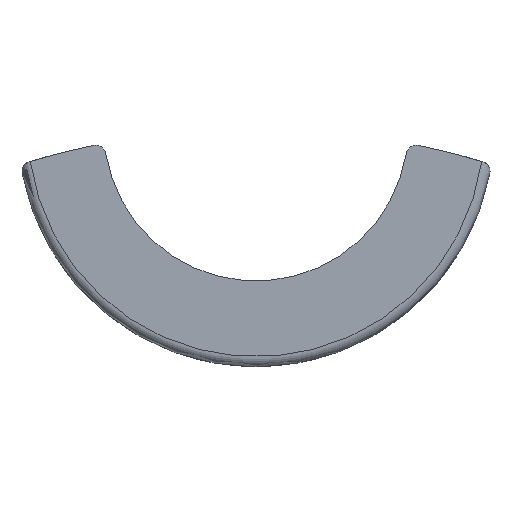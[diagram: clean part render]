
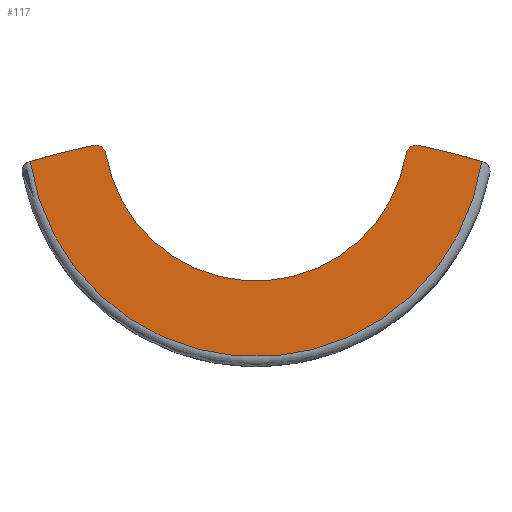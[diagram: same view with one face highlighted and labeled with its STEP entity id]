
A CAD part, top view. The second image highlights one B-rep face of the part: STEP entity #117.
In plain terms, the highlighted planar face has unit normal (0, 0, 1).
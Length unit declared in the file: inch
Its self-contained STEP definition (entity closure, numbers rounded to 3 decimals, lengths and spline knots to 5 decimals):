
#97=PLANE('',#511);
#117=ADVANCED_FACE('',(#153),#97,.T.);
#153=FACE_OUTER_BOUND('',#175,.T.);
#175=EDGE_LOOP('',(#257,#258,#259,#260,#261,#262));
#195=CIRCLE('',#492,2.5);
#202=CIRCLE('',#501,2.5);
#206=CIRCLE('',#506,0.48);
#207=CIRCLE('',#508,0.03125);
#208=CIRCLE('',#509,0.71875);
#209=CIRCLE('',#510,0.03125);
#257=ORIENTED_EDGE('',*,*,#414,.T.);
#258=ORIENTED_EDGE('',*,*,#416,.T.);
#259=ORIENTED_EDGE('',*,*,#389,.T.);
#260=ORIENTED_EDGE('',*,*,#417,.T.);
#261=ORIENTED_EDGE('',*,*,#404,.T.);
#262=ORIENTED_EDGE('',*,*,#418,.T.);
#349=VERTEX_POINT('',#686);
#350=VERTEX_POINT('',#687);
#363=VERTEX_POINT('',#722);
#364=VERTEX_POINT('',#724);
#373=VERTEX_POINT('',#749);
#374=VERTEX_POINT('',#751);
#389=EDGE_CURVE('',#349,#350,#195,.T.);
#404=EDGE_CURVE('',#364,#363,#202,.T.);
#414=EDGE_CURVE('',#374,#373,#206,.T.);
#416=EDGE_CURVE('',#373,#349,#207,.T.);
#417=EDGE_CURVE('',#350,#364,#208,.T.);
#418=EDGE_CURVE('',#363,#374,#209,.T.);
#492=AXIS2_PLACEMENT_3D('',#685,#556,#557);
#501=AXIS2_PLACEMENT_3D('',#723,#580,#581);
#506=AXIS2_PLACEMENT_3D('',#750,#594,#595);
#508=AXIS2_PLACEMENT_3D('',#754,#599,#600);
#509=AXIS2_PLACEMENT_3D('',#755,#601,#602);
#510=AXIS2_PLACEMENT_3D('',#756,#603,#604);
#511=AXIS2_PLACEMENT_3D('',#757,#605,#606);
#556=DIRECTION('',(0.,0.,1.));
#557=DIRECTION('',(1.,0.,0.));
#580=DIRECTION('',(0.,0.,1.));
#581=DIRECTION('',(1.,0.,0.));
#594=DIRECTION('',(0.,0.,-1.));
#595=DIRECTION('',(1.,0.,0.));
#599=DIRECTION('',(0.,0.,1.));
#600=DIRECTION('',(1.,0.,0.));
#601=DIRECTION('',(0.,0.,1.));
#602=DIRECTION('',(1.,0.,0.));
#603=DIRECTION('',(0.,0.,1.));
#604=DIRECTION('',(1.,0.,0.));
#605=DIRECTION('',(0.,0.,1.));
#606=DIRECTION('',(1.,0.,0.));
#685=CARTESIAN_POINT('',(0.,-2.5,0.33));
#686=CARTESIAN_POINT('',(-0.5108,-0.05274,0.33));
#687=CARTESIAN_POINT('',(-0.71129,-0.10332,0.33));
#722=CARTESIAN_POINT('',(0.5108,-0.05274,0.33));
#723=CARTESIAN_POINT('',(0.,-2.5,0.33));
#724=CARTESIAN_POINT('',(0.71129,-0.10332,0.33));
#749=CARTESIAN_POINT('',(-0.47358,-0.07824,0.33));
#750=CARTESIAN_POINT('',(0.,0.,0.33));
#751=CARTESIAN_POINT('',(0.47358,-0.07824,0.33));
#754=CARTESIAN_POINT('',(-0.50441,-0.08333,0.33));
#755=CARTESIAN_POINT('',(0.,0.,0.33));
#756=CARTESIAN_POINT('',(0.50441,-0.08333,0.33));
#757=CARTESIAN_POINT('',(0.,-1.25,0.33));
